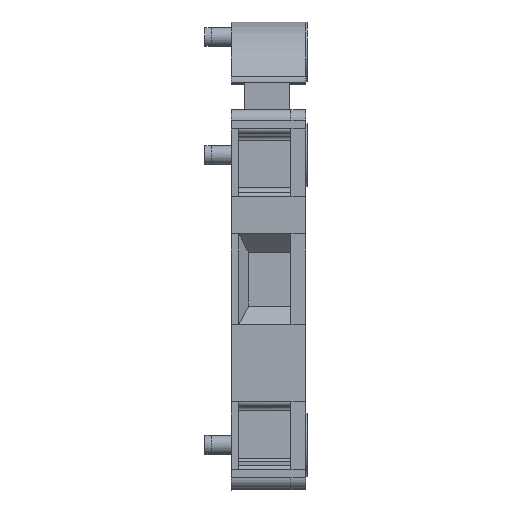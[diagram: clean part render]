
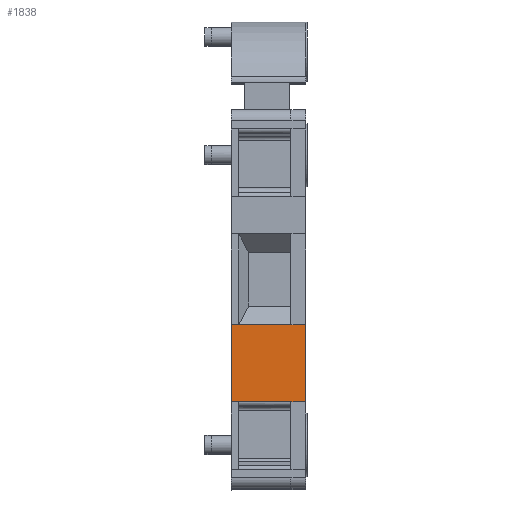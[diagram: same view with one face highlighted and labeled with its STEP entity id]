
A CAD part, top view. The second image highlights one B-rep face of the part: STEP entity #1838.
In plain terms, the highlighted planar face has unit normal (0, 0, 1).
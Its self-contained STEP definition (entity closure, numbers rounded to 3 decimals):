
#1619=AXIS2_PLACEMENT_3D('Plane Axis2P3D',#1616,#1617,#1618) ;
#1616=CARTESIAN_POINT('Axis2P3D Location',(1.8,0.75,72.8)) ;
#1759=CARTESIAN_POINT('Vertex',(5.8,11.05,72.8)) ;
#1762=CARTESIAN_POINT('Line Origine',(6.3,11.05,72.8)) ;
#1766=CARTESIAN_POINT('Vertex',(6.8,11.05,72.8)) ;
#1781=CARTESIAN_POINT('Line Origine',(2.05,5.85,72.8)) ;
#1785=CARTESIAN_POINT('Vertex',(2.3,5.85,72.8)) ;
#1787=CARTESIAN_POINT('Vertex',(1.8,5.85,72.8)) ;
#1790=CARTESIAN_POINT('Line Origine',(4.05,5.85,72.8)) ;
#1794=CARTESIAN_POINT('Vertex',(5.8,5.85,72.8)) ;
#1797=CARTESIAN_POINT('Line Origine',(6.3,5.85,72.8)) ;
#1801=CARTESIAN_POINT('Vertex',(6.8,5.85,72.8)) ;
#1804=CARTESIAN_POINT('Line Origine',(6.8,8.45,72.8)) ;
#1809=CARTESIAN_POINT('Line Origine',(4.05,11.05,72.8)) ;
#1813=CARTESIAN_POINT('Vertex',(2.3,11.05,72.8)) ;
#1816=CARTESIAN_POINT('Line Origine',(2.05,11.05,72.8)) ;
#1820=CARTESIAN_POINT('Vertex',(1.8,11.05,72.8)) ;
#1823=CARTESIAN_POINT('Line Origine',(1.8,8.45,72.8)) ;
#1617=DIRECTION('Axis2P3D Direction',(0.,0.,1.)) ;
#1618=DIRECTION('Axis2P3D XDirection',(0.,1.,0.)) ;
#1763=DIRECTION('Vector Direction',(1.,0.,0.)) ;
#1782=DIRECTION('Vector Direction',(-1.,0.,0.)) ;
#1791=DIRECTION('Vector Direction',(-1.,0.,0.)) ;
#1798=DIRECTION('Vector Direction',(1.,0.,0.)) ;
#1805=DIRECTION('Vector Direction',(0.,-1.,0.)) ;
#1810=DIRECTION('Vector Direction',(-1.,0.,0.)) ;
#1817=DIRECTION('Vector Direction',(-1.,0.,0.)) ;
#1824=DIRECTION('Vector Direction',(0.,1.,0.)) ;
#1764=VECTOR('Line Direction',#1763,1.) ;
#1783=VECTOR('Line Direction',#1782,1.) ;
#1792=VECTOR('Line Direction',#1791,1.) ;
#1799=VECTOR('Line Direction',#1798,1.) ;
#1806=VECTOR('Line Direction',#1805,1.) ;
#1811=VECTOR('Line Direction',#1810,1.) ;
#1818=VECTOR('Line Direction',#1817,1.) ;
#1825=VECTOR('Line Direction',#1824,1.) ;
#1829=ORIENTED_EDGE('',*,*,#1789,.F.) ;
#1830=ORIENTED_EDGE('',*,*,#1796,.F.) ;
#1831=ORIENTED_EDGE('',*,*,#1803,.T.) ;
#1832=ORIENTED_EDGE('',*,*,#1808,.F.) ;
#1833=ORIENTED_EDGE('',*,*,#1768,.F.) ;
#1834=ORIENTED_EDGE('',*,*,#1815,.T.) ;
#1835=ORIENTED_EDGE('',*,*,#1822,.T.) ;
#1836=ORIENTED_EDGE('',*,*,#1827,.F.) ;
#1838=ADVANCED_FACE('FEGH ZTA1/ZA.1\\Hauptk\X2\00F6\X0\rper',(#1837),#1620,.T.) ;
#1768=EDGE_CURVE('',#1760,#1767,#1765,.T.) ;
#1789=EDGE_CURVE('',#1786,#1788,#1784,.T.) ;
#1796=EDGE_CURVE('',#1795,#1786,#1793,.T.) ;
#1803=EDGE_CURVE('',#1795,#1802,#1800,.T.) ;
#1808=EDGE_CURVE('',#1767,#1802,#1807,.T.) ;
#1815=EDGE_CURVE('',#1760,#1814,#1812,.T.) ;
#1822=EDGE_CURVE('',#1814,#1821,#1819,.T.) ;
#1827=EDGE_CURVE('',#1788,#1821,#1826,.T.) ;
#1828=EDGE_LOOP('',(#1829,#1830,#1831,#1832,#1833,#1834,#1835,#1836)) ;
#1837=FACE_OUTER_BOUND('',#1828,.T.) ;
#1765=LINE('Line',#1762,#1764) ;
#1784=LINE('Line',#1781,#1783) ;
#1793=LINE('Line',#1790,#1792) ;
#1800=LINE('Line',#1797,#1799) ;
#1807=LINE('Line',#1804,#1806) ;
#1812=LINE('Line',#1809,#1811) ;
#1819=LINE('Line',#1816,#1818) ;
#1826=LINE('Line',#1823,#1825) ;
#1620=PLANE('',#1619) ;
#1760=VERTEX_POINT('',#1759) ;
#1767=VERTEX_POINT('',#1766) ;
#1786=VERTEX_POINT('',#1785) ;
#1788=VERTEX_POINT('',#1787) ;
#1795=VERTEX_POINT('',#1794) ;
#1802=VERTEX_POINT('',#1801) ;
#1814=VERTEX_POINT('',#1813) ;
#1821=VERTEX_POINT('',#1820) ;
